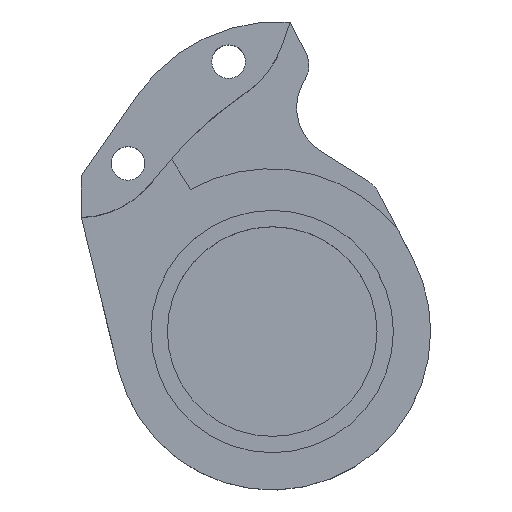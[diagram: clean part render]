
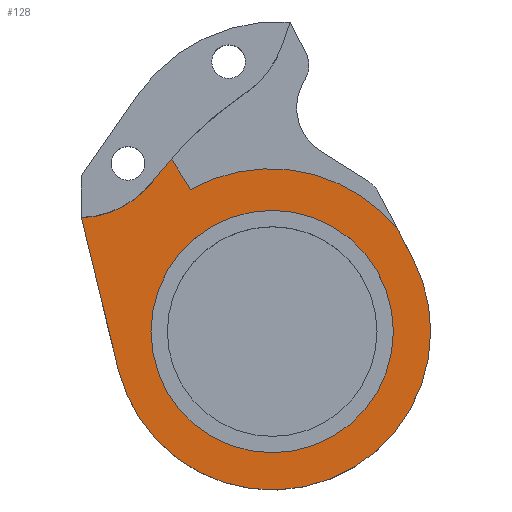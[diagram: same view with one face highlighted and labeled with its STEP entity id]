
A CAD part, top view. The second image highlights one B-rep face of the part: STEP entity #128.
In plain terms, the highlighted planar face has unit normal (0, 0, 1).
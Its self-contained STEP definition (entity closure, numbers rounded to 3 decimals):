
#7 = VERTEX_POINT ( 'NONE', #695 ) ;
#10 = PLANE ( 'NONE',  #1341 ) ;
#35 = EDGE_CURVE ( 'NONE', #1631, #452, #598, .T. ) ;
#42 = VERTEX_POINT ( 'NONE', #435 ) ;
#89 = AXIS2_PLACEMENT_3D ( 'NONE', #412, #1306, #564 ) ;
#128 = ADVANCED_FACE ( 'NONE', ( #1255, #788 ), #10, .T. ) ;
#133 = EDGE_LOOP ( 'NONE', ( #1076, #420, #950, #516, #1309, #1575, #824, #1098 ) ) ;
#152 = DIRECTION ( 'NONE',  ( -1., 0., 0. ) ) ;
#155 = CARTESIAN_POINT ( 'NONE',  ( -9.817, -19.675, -39. ) ) ;
#162 = DIRECTION ( 'NONE',  ( 0., 0., 1. ) ) ;
#192 = EDGE_CURVE ( 'NONE', #583, #561, #1036, .T. ) ;
#252 = VERTEX_POINT ( 'NONE', #524 ) ;
#262 = LINE ( 'NONE', #782, #939 ) ;
#292 = AXIS2_PLACEMENT_3D ( 'NONE', #1468, #1217, #1199 ) ;
#327 = DIRECTION ( 'NONE',  ( 0., 0., -1. ) ) ;
#361 = EDGE_CURVE ( 'NONE', #561, #1039, #449, .T. ) ;
#363 = DIRECTION ( 'NONE',  ( -1., 0., 0. ) ) ;
#372 = VECTOR ( 'NONE', #906, 1000. ) ;
#377 = EDGE_CURVE ( 'NONE', #452, #252, #1372, .T. ) ;
#390 = CARTESIAN_POINT ( 'NONE',  ( 1.007, -38.21, -39. ) ) ;
#412 = CARTESIAN_POINT ( 'NONE',  ( 1.007, -38.21, -39. ) ) ;
#417 = DIRECTION ( 'NONE',  ( 0., 0., 1. ) ) ;
#420 = ORIENTED_EDGE ( 'NONE', *, *, #361, .T. ) ;
#427 = CARTESIAN_POINT ( 'NONE',  ( -19.731, -16.008, -39. ) ) ;
#429 = DIRECTION ( 'NONE',  ( -1., 0., 0. ) ) ;
#435 = CARTESIAN_POINT ( 'NONE',  ( 14.503, -27.314, -39. ) ) ;
#449 = CIRCLE ( 'NONE', #1056, 42.51 ) ;
#452 = VERTEX_POINT ( 'NONE', #798 ) ;
#456 = EDGE_CURVE ( 'NONE', #7, #1159, #1348, .T. ) ;
#471 = EDGE_CURVE ( 'NONE', #909, #1631, #262, .T. ) ;
#516 = ORIENTED_EDGE ( 'NONE', *, *, #471, .T. ) ;
#524 = CARTESIAN_POINT ( 'NONE',  ( 16.092, -30.373, -39. ) ) ;
#560 = CARTESIAN_POINT ( 'NONE',  ( -11.771, -22.06, -39. ) ) ;
#561 = VERTEX_POINT ( 'NONE', #1174 ) ;
#564 = DIRECTION ( 'NONE',  ( -1., 0., 0. ) ) ;
#583 = VERTEX_POINT ( 'NONE', #837 ) ;
#591 = AXIS2_PLACEMENT_3D ( 'NONE', #1305, #888, #363 ) ;
#598 = CIRCLE ( 'NONE', #89, 17. ) ;
#658 = CARTESIAN_POINT ( 'NONE',  ( 22.068, -47.791, -39. ) ) ;
#659 = CARTESIAN_POINT ( 'NONE',  ( -19.464, -26.004, -39. ) ) ;
#676 = AXIS2_PLACEMENT_3D ( 'NONE', #1535, #162, #682 ) ;
#682 = DIRECTION ( 'NONE',  ( -1., 0., 0. ) ) ;
#686 = DIRECTION ( 'NONE',  ( -1., 0., 0. ) ) ;
#695 = CARTESIAN_POINT ( 'NONE',  ( 14.007, -38.21, -39. ) ) ;
#705 = CIRCLE ( 'NONE', #899, 13. ) ;
#713 = AXIS2_PLACEMENT_3D ( 'NONE', #427, #1059, #822 ) ;
#720 = DIRECTION ( 'NONE',  ( -0.461, 0.887, 0. ) ) ;
#782 = CARTESIAN_POINT ( 'NONE',  ( -19.464, -26.004, -39. ) ) ;
#788 = FACE_OUTER_BOUND ( 'NONE', #133, .T. ) ;
#798 = CARTESIAN_POINT ( 'NONE',  ( 18.007, -38.21, -39. ) ) ;
#822 = DIRECTION ( 'NONE',  ( -1., 0., 0. ) ) ;
#824 = ORIENTED_EDGE ( 'NONE', *, *, #958, .T. ) ;
#836 = LINE ( 'NONE', #1074, #1499 ) ;
#837 = CARTESIAN_POINT ( 'NONE',  ( -7.743, -22.971, -39. ) ) ;
#888 = DIRECTION ( 'NONE',  ( 0., 0., -1. ) ) ;
#899 = AXIS2_PLACEMENT_3D ( 'NONE', #1308, #327, #429 ) ;
#906 = DIRECTION ( 'NONE',  ( -0.533, 0.846, 0. ) ) ;
#909 = VERTEX_POINT ( 'NONE', #659 ) ;
#939 = VECTOR ( 'NONE', #1115, 1000. ) ;
#950 = ORIENTED_EDGE ( 'NONE', *, *, #1339, .F. ) ;
#955 = CARTESIAN_POINT ( 'NONE',  ( -15.51, -42.234, -39. ) ) ;
#958 = EDGE_CURVE ( 'NONE', #252, #42, #836, .T. ) ;
#982 = EDGE_CURVE ( 'NONE', #1159, #7, #705, .T. ) ;
#991 = ORIENTED_EDGE ( 'NONE', *, *, #456, .T. ) ;
#997 = CARTESIAN_POINT ( 'NONE',  ( -11.993, -38.21, -39. ) ) ;
#1036 = LINE ( 'NONE', #155, #372 ) ;
#1039 = VERTEX_POINT ( 'NONE', #560 ) ;
#1056 = AXIS2_PLACEMENT_3D ( 'NONE', #658, #417, #152 ) ;
#1059 = DIRECTION ( 'NONE',  ( 0., 0., 1. ) ) ;
#1074 = CARTESIAN_POINT ( 'NONE',  ( 2.93, -5.038, -39. ) ) ;
#1076 = ORIENTED_EDGE ( 'NONE', *, *, #192, .T. ) ;
#1098 = ORIENTED_EDGE ( 'NONE', *, *, #1611, .T. ) ;
#1115 = DIRECTION ( 'NONE',  ( 0.237, -0.972, 0. ) ) ;
#1152 = CIRCLE ( 'NONE', #292, 17.56 ) ;
#1159 = VERTEX_POINT ( 'NONE', #997 ) ;
#1174 = CARTESIAN_POINT ( 'NONE',  ( -9.817, -19.675, -39. ) ) ;
#1189 = CIRCLE ( 'NONE', #713, 10. ) ;
#1199 = DIRECTION ( 'NONE',  ( 1., 0., 0. ) ) ;
#1217 = DIRECTION ( 'NONE',  ( 0., 0., 1. ) ) ;
#1255 = FACE_BOUND ( 'NONE', #1359, .T. ) ;
#1305 = CARTESIAN_POINT ( 'NONE',  ( 1.007, -38.21, -39. ) ) ;
#1306 = DIRECTION ( 'NONE',  ( 0., 0., 1. ) ) ;
#1308 = CARTESIAN_POINT ( 'NONE',  ( 1.007, -38.21, -39. ) ) ;
#1309 = ORIENTED_EDGE ( 'NONE', *, *, #35, .T. ) ;
#1339 = EDGE_CURVE ( 'NONE', #909, #1039, #1189, .T. ) ;
#1341 = AXIS2_PLACEMENT_3D ( 'NONE', #390, #1404, #686 ) ;
#1348 = CIRCLE ( 'NONE', #591, 13. ) ;
#1359 = EDGE_LOOP ( 'NONE', ( #1614, #991 ) ) ;
#1372 = CIRCLE ( 'NONE', #676, 17. ) ;
#1404 = DIRECTION ( 'NONE',  ( 0., 0., 1. ) ) ;
#1468 = CARTESIAN_POINT ( 'NONE',  ( 0.81, -38.307, -39. ) ) ;
#1499 = VECTOR ( 'NONE', #720, 1000. ) ;
#1535 = CARTESIAN_POINT ( 'NONE',  ( 1.007, -38.21, -39. ) ) ;
#1575 = ORIENTED_EDGE ( 'NONE', *, *, #377, .T. ) ;
#1611 = EDGE_CURVE ( 'NONE', #42, #583, #1152, .T. ) ;
#1614 = ORIENTED_EDGE ( 'NONE', *, *, #982, .T. ) ;
#1631 = VERTEX_POINT ( 'NONE', #955 ) ;
